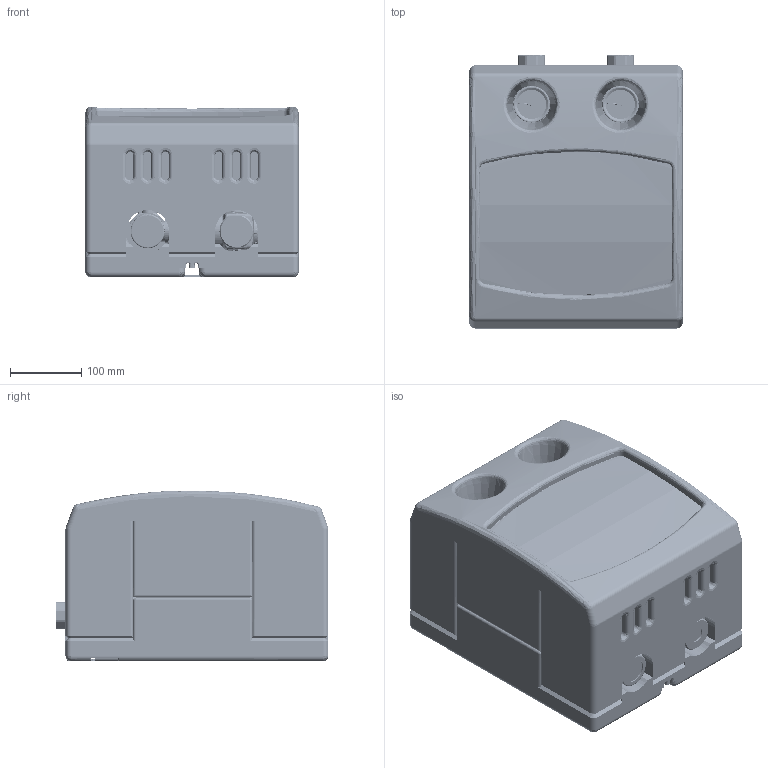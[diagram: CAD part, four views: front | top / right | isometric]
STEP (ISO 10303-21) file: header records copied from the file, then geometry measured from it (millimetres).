
FILE_DESCRIPTION (( 'STEP AP203' ), '1' );
FILE_NAME ('10084599.STEP', '2022-11-28T13:36:47', ( '' ), ( '' ), 'SwSTEP 2.0', 'SolidWorks 2021', '' );
FILE_SCHEMA (( 'CONFIG_CONTROL_DESIGN' ));
Products named in the file (1): 10084599
Bounding box: 300 x 384 x 240.47 mm (x, y, z)
Volume: 20346010.8 mm3; surface area: 1308705.5 mm2
Topology: 20 solids, 22 shells, 7695 faces, 20236 edges, 12863 vertices
Faces by surface type: plane 3392, bspline 2569, cylinder 1268, cone 425, torus 41
Entity records: 412848 total; most frequent: CARTESIAN_POINT 250646, ORIENTED_EDGE 40214, DIRECTION 23947, EDGE_CURVE 20107, VERTEX_POINT 12863, AXIS2_PLACEMENT_3D 8262, EDGE_LOOP 8180, B_SPLINE_CURVE_WITH_KNOTS 8157
